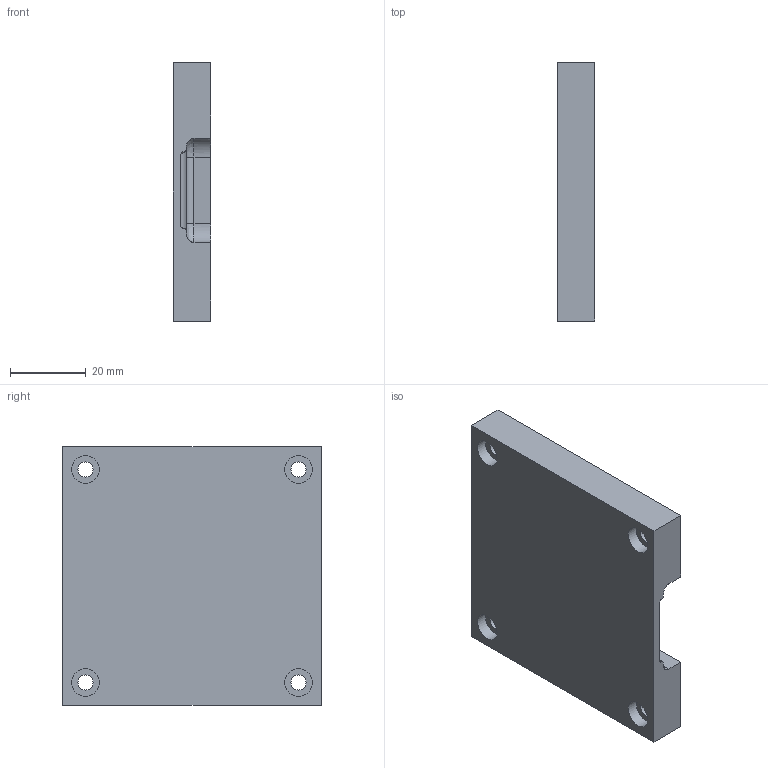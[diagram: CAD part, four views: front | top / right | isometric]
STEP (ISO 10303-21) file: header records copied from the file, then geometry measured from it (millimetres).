
FILE_DESCRIPTION(/* description */ (''),/* implementation_level */ '2;1');
FILE_NAME(/* name */ 'FIngertip Case 1.step',/* time_stamp */ '2024-10-18T14:53:06+01:00',/* author */ (''),/* organization */ (''),/* preprocessor_version */ 'ST-DEVELOPER v20',/* originating_system */ 'Autodesk Translation Framework v13.20.0.188',/* authorisation */ '');
FILE_SCHEMA (('AUTOMOTIVE_DESIGN { 1 0 10303 214 3 1 1 }'));
Length unit declared in the file: millimetre
Products named in the file (1): FusionComponent
Bounding box: 10 x 68.27 x 68.27 mm (x, y, z)
Volume: 36682 mm3; surface area: 13084 mm2
Topology: 1 solids, 1 shells, 36 faces, 86 edges, 56 vertices
Faces by surface type: plane 16, cylinder 10, bspline 8, cone 2
Full cylindrical faces by diameter (mm): 4 x4, 7.25 x4
Entity records: 1275 total; most frequent: CARTESIAN_POINT 405, ORIENTED_EDGE 172, DIRECTION 168, EDGE_CURVE 86, AXIS2_PLACEMENT_3D 61, VERTEX_POINT 56, EDGE_LOOP 48, LINE 46
